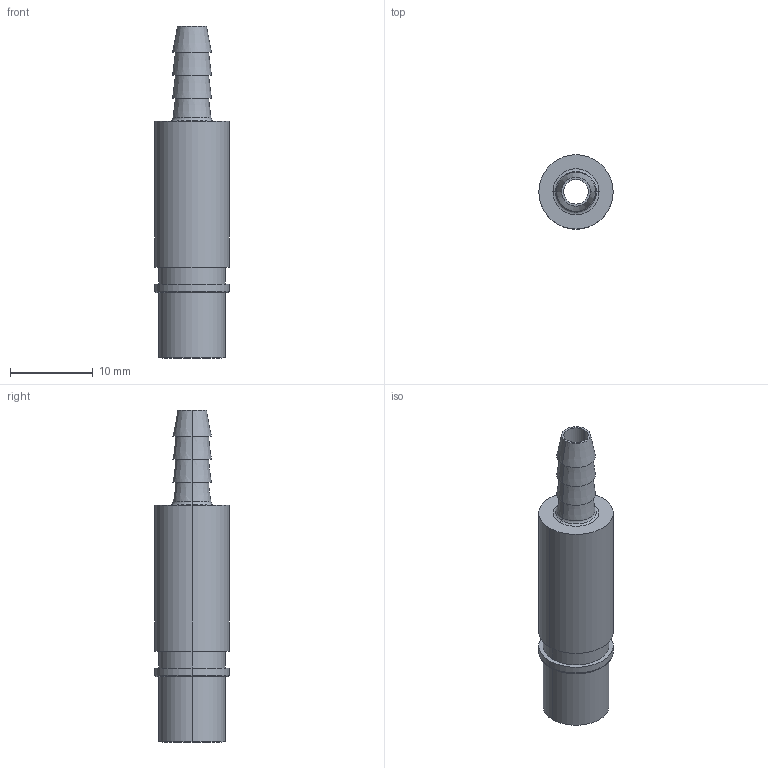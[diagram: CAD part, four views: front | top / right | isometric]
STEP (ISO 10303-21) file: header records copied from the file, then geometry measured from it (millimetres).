
FILE_DESCRIPTION((''),'2;1');
FILE_NAME('MPCF-ID4_0','2022-05-07T',('sy.ji'),(''),'PRO/ENGINEER BY PARAMETRIC TECHNOLOGY CORPORATION, 2012480','PRO/ENGINEER BY PARAMETRIC TECHNOLOGY CORPORATION, 2012480','');
FILE_SCHEMA(('CONFIG_CONTROL_DESIGN'));
Length unit declared in the file: millimetre
Products named in the file (1): MPCF-ID4_0
Bounding box: 9 x 9 x 40.2 mm (x, y, z)
Volume: 1229.6 mm3; surface area: 1604 mm2
Topology: 1 solids, 1 shells, 52 faces, 104 edges, 62 vertices
Faces by surface type: torus 16, cylinder 14, cone 12, plane 10
Entity records: 2124 total; most frequent: DIRECTION 286, CARTESIAN_POINT 218, ORIENTED_EDGE 208, PRESENTATION_STYLE_ASSIGNMENT 157, AXIS2_PLACEMENT_3D 130, STYLED_ITEM 105, CURVE_STYLE 104, EDGE_CURVE 104
